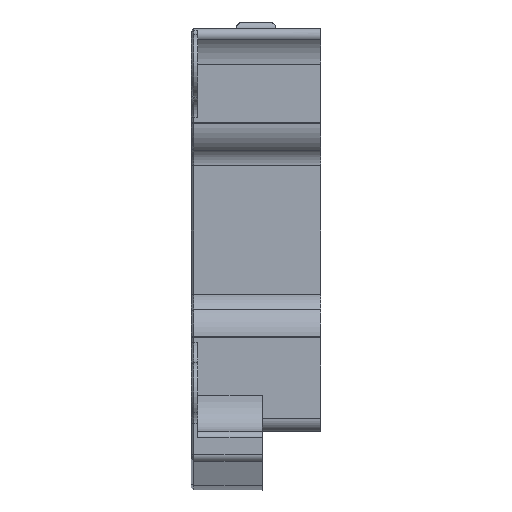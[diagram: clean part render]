
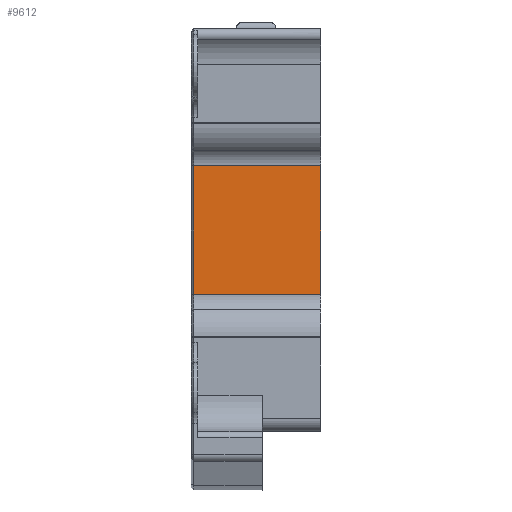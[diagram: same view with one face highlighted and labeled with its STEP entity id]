
A CAD part, front view. The second image highlights one B-rep face of the part: STEP entity #9612.
In plain terms, the highlighted planar face has unit normal (0, -1, 0).
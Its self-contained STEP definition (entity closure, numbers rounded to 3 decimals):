
#667=FACE_OUTER_BOUND('',#1235,.T.);
#1235=EDGE_LOOP('',(#7600,#7601,#7602,#7603));
#1736=LINE('',#14701,#2675);
#2068=LINE('',#15683,#3007);
#2069=LINE('',#15686,#3008);
#2070=LINE('',#15687,#3009);
#2675=VECTOR('',#11556,10.);
#3007=VECTOR('',#12544,10.);
#3008=VECTOR('',#12547,10.);
#3009=VECTOR('',#12548,10.);
#4098=VERTEX_POINT('',#14691);
#4100=VERTEX_POINT('',#14697);
#4379=VERTEX_POINT('',#15681);
#4380=VERTEX_POINT('',#15685);
#5089=EDGE_CURVE('',#4098,#4100,#1736,.T.);
#5563=EDGE_CURVE('',#4379,#4098,#2068,.T.);
#5564=EDGE_CURVE('',#4380,#4379,#2069,.T.);
#5565=EDGE_CURVE('',#4100,#4380,#2070,.T.);
#7600=ORIENTED_EDGE('',*,*,#5089,.F.);
#7601=ORIENTED_EDGE('',*,*,#5563,.F.);
#7602=ORIENTED_EDGE('',*,*,#5564,.F.);
#7603=ORIENTED_EDGE('',*,*,#5565,.F.);
#9202=PLANE('',#10441);
#9612=ADVANCED_FACE('',(#667),#9202,.F.);
#10441=AXIS2_PLACEMENT_3D('',#15684,#12545,#12546);
#11556=DIRECTION('',(0.,0.,1.));
#12544=DIRECTION('',(-1.,0.,0.));
#12545=DIRECTION('center_axis',(0.,1.,0.));
#12546=DIRECTION('ref_axis',(0.,0.,
1.));
#12547=DIRECTION('',(0.,0.,-1.));
#12548=DIRECTION('',(1.,0.,0.));
#14691=CARTESIAN_POINT('',(312.2,141.1,-99.008));
#14697=CARTESIAN_POINT('',(312.2,141.1,-79.184));
#14701=CARTESIAN_POINT('',(312.2,141.1,-95.833));
#15681=CARTESIAN_POINT('',(331.8,141.1,-99.008));
#15683=CARTESIAN_POINT('',(311.8,141.1,-99.008));
#15684=CARTESIAN_POINT('Origin',(311.8,141.1,-100.57));
#15685=CARTESIAN_POINT('',(331.8,141.1,-79.184));
#15686=CARTESIAN_POINT('',(331.8,141.1,-95.833));
#15687=CARTESIAN_POINT('',(311.8,141.1,-79.184));
